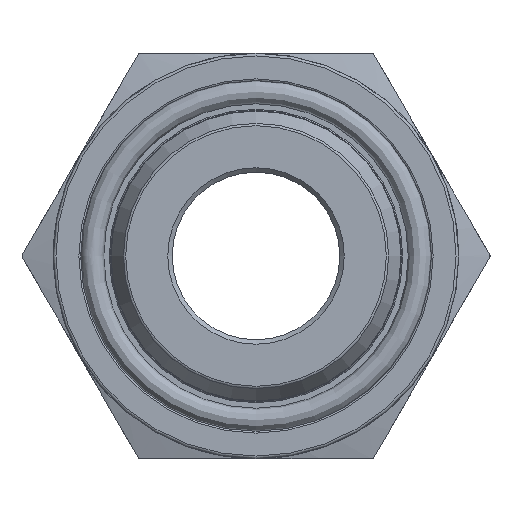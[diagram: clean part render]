
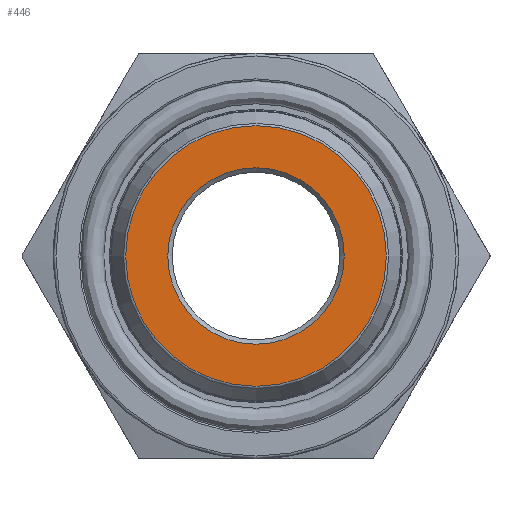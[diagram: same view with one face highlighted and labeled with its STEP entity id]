
A CAD part, left-side view. The second image highlights one B-rep face of the part: STEP entity #446.
In plain terms, the highlighted planar face has unit normal (-1, 0, 0).
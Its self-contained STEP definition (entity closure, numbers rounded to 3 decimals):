
#296=FACE_BOUND('',#552,.T.);
#297=FACE_BOUND('',#553,.T.);
#380=CIRCLE('',#1030,10.);
#381=CIRCLE('',#1031,14.768);
#414=PLANE('',#1032);
#446=ADVANCED_FACE('',(#296,#297),#414,.F.);
#552=EDGE_LOOP('',(#731));
#553=EDGE_LOOP('',(#732));
#731=ORIENTED_EDGE('',*,*,#933,.T.);
#732=ORIENTED_EDGE('',*,*,#934,.T.);
#850=VERTEX_POINT('',#1659);
#851=VERTEX_POINT('',#1661);
#933=EDGE_CURVE('',#850,#850,#380,.T.);
#934=EDGE_CURVE('',#851,#851,#381,.T.);
#1030=AXIS2_PLACEMENT_3D('',#1658,#1196,#1197);
#1031=AXIS2_PLACEMENT_3D('',#1660,#1198,#1199);
#1032=AXIS2_PLACEMENT_3D('',#1662,#1200,#1201);
#1196=DIRECTION('',(1.,0.,0.));
#1197=DIRECTION('',(0.,0.,-1.));
#1198=DIRECTION('',(-1.,0.,0.));
#1199=DIRECTION('',(0.,0.,-1.));
#1200=DIRECTION('',(1.,0.,0.));
#1201=DIRECTION('',(0.,0.,-1.));
#1658=CARTESIAN_POINT('',(0.,0.,0.));
#1659=CARTESIAN_POINT('',(0.,0.,-10.));
#1660=CARTESIAN_POINT('',(0.,0.,0.));
#1661=CARTESIAN_POINT('',(0.,0.,-14.768));
#1662=CARTESIAN_POINT('',(0.,-26.293,0.));
